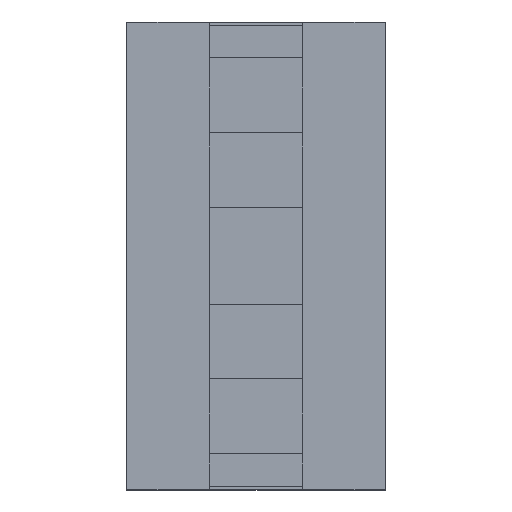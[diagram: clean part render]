
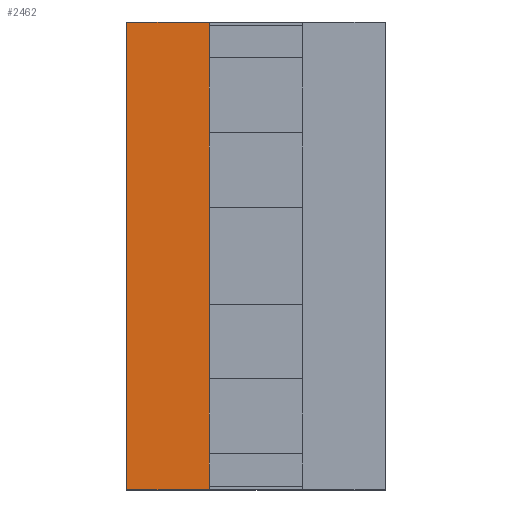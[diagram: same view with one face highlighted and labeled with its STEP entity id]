
A CAD part, top view. The second image highlights one B-rep face of the part: STEP entity #2462.
In plain terms, the highlighted face is planar.
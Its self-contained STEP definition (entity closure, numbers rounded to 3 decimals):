
#95 = CARTESIAN_POINT ( 'NONE',  ( -9.5, -25., -5. ) ) ;
#96 = CARTESIAN_POINT ( 'NONE',  ( -9.5, 25., -13.8 ) ) ;
#103 = DIRECTION ( 'NONE',  ( 0., -1., 0. ) ) ;
#104 = VECTOR ( 'NONE', #103, 1000. ) ;
#108 = LINE ( 'NONE', #232, #104 ) ;
#232 = CARTESIAN_POINT ( 'NONE',  ( -9.5, -25., -5. ) ) ;
#264 = DIRECTION ( 'NONE',  ( 0., 0., -1. ) ) ;
#265 = VECTOR ( 'NONE', #264, 1000. ) ;
#266 = CARTESIAN_POINT ( 'NONE',  ( -9.5, -25., 13.8 ) ) ;
#365 = CARTESIAN_POINT ( 'NONE',  ( -9.5, 25., -5. ) ) ;
#407 = LINE ( 'NONE', #266, #265 ) ;
#711 = FACE_OUTER_BOUND ( 'NONE', #2465, .T. ) ;
#756 = CARTESIAN_POINT ( 'NONE',  ( -9.5, 25., 13.8 ) ) ;
#757 = DIRECTION ( 'NONE',  ( 0., -1., 0. ) ) ;
#758 = VECTOR ( 'NONE', #757, 1000. ) ;
#764 = DIRECTION ( 'NONE',  ( 0., 1., 0. ) ) ;
#765 = DIRECTION ( 'NONE',  ( 1., 0., 0. ) ) ;
#767 = CARTESIAN_POINT ( 'NONE',  ( -9.5, 25., 13.8 ) ) ;
#776 = CARTESIAN_POINT ( 'NONE',  ( -9.5, 25., -13.8 ) ) ;
#777 = LINE ( 'NONE', #776, #758 ) ;
#791 = DIRECTION ( 'NONE',  ( 0., 0., -1. ) ) ;
#792 = VECTOR ( 'NONE', #791, 1000. ) ;
#793 = LINE ( 'NONE', #767, #792 ) ;
#803 = CARTESIAN_POINT ( 'NONE',  ( -9.5, -25., -13.8 ) ) ;
#851 = PLANE ( 'NONE',  #894 ) ;
#894 = AXIS2_PLACEMENT_3D ( 'NONE', #756, #765, #764 ) ;
#2086 = EDGE_CURVE ( 'NONE', #2179, #2093, #108, .T. ) ;
#2091 = VERTEX_POINT ( 'NONE', #96 ) ;
#2093 = VERTEX_POINT ( 'NONE', #95 ) ;
#2095 = ORIENTED_EDGE ( 'NONE', *, *, #2086, .F. ) ;
#2096 = ORIENTED_EDGE ( 'NONE', *, *, #2126, .F. ) ;
#2097 = ORIENTED_EDGE ( 'NONE', *, *, #2461, .T. ) ;
#2117 = ORIENTED_EDGE ( 'NONE', *, *, #2463, .T. ) ;
#2126 = EDGE_CURVE ( 'NONE', #2093, #2433, #407, .T. ) ;
#2179 = VERTEX_POINT ( 'NONE', #365 ) ;
#2433 = VERTEX_POINT ( 'NONE', #803 ) ;
#2461 = EDGE_CURVE ( 'NONE', #2091, #2433, #777, .T. ) ;
#2462 = ADVANCED_FACE ( 'NONE', ( #711 ), #851, .F. ) ;
#2463 = EDGE_CURVE ( 'NONE', #2179, #2091, #793, .T. ) ;
#2465 = EDGE_LOOP ( 'NONE', ( #2095, #2117, #2097, #2096 ) ) ;
